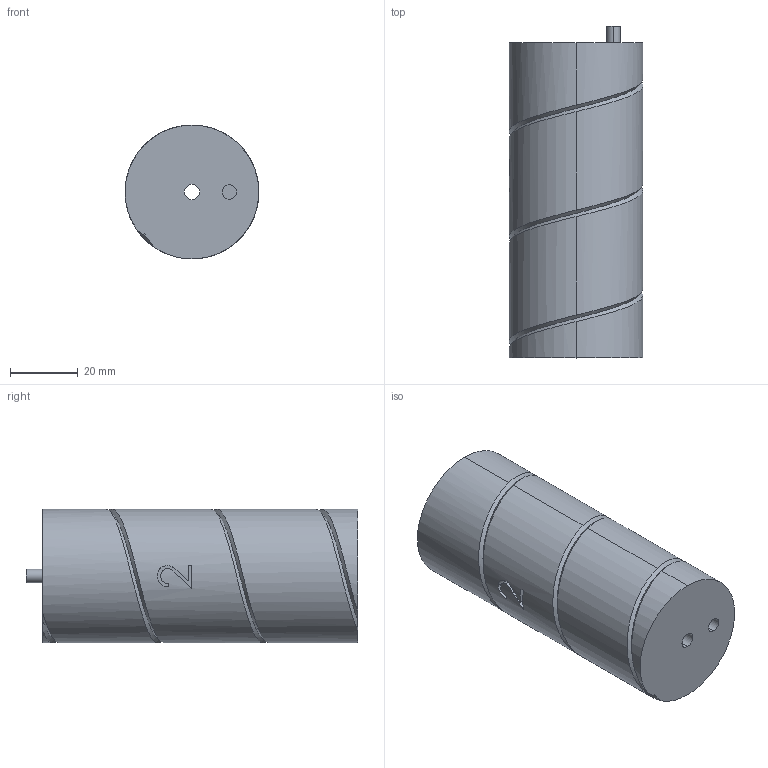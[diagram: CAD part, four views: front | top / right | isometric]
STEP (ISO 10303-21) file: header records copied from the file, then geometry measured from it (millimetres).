
FILE_DESCRIPTION (( 'STEP AP203' ), '1' );
FILE_NAME ('HelicalAntennaSegment2.STEP', '2019-07-24T19:51:33', ( '' ), ( '' ), 'SwSTEP 2.0', 'SolidWorks 2018', '' );
FILE_SCHEMA (( 'CONFIG_CONTROL_DESIGN' ));
Length unit declared in the file: millimetre
Products named in the file (1): HelicalAntennaSegment2
Bounding box: 39.5 x 98 x 39.5 mm (x, y, z)
Volume: 111492.7 mm3; surface area: 16125.8 mm2
Topology: 1 solids, 1 shells, 41 faces, 105 edges, 70 vertices
Faces by surface type: plane 18, cylinder 15, bspline 8
Entity records: 4590 total; most frequent: CARTESIAN_POINT 3606, ORIENTED_EDGE 210, DIRECTION 149, EDGE_CURVE 105, VERTEX_POINT 70, LINE 51, VECTOR 51, AXIS2_PLACEMENT_3D 49
